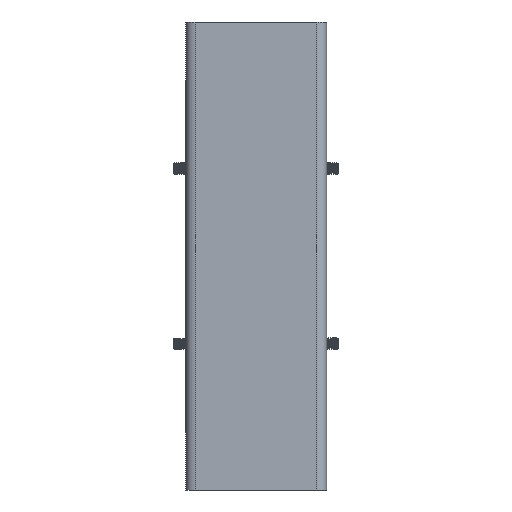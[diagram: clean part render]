
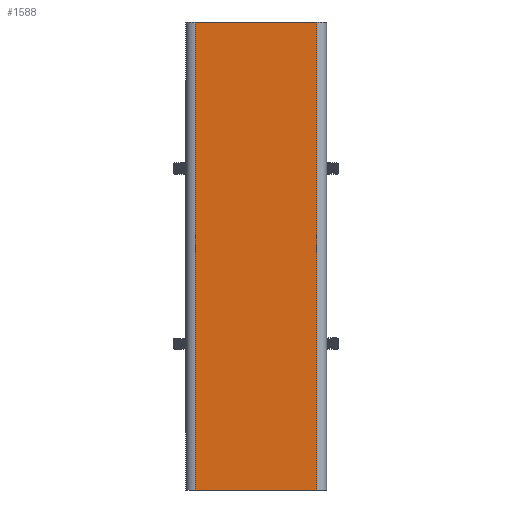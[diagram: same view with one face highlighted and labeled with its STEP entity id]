
A CAD part, left-side view. The second image highlights one B-rep face of the part: STEP entity #1588.
In plain terms, the highlighted planar face has unit normal (-1, 0, 0).
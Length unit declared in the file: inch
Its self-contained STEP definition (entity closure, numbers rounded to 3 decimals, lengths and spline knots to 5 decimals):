
#151=PLANE('',#1795);
#199=FACE_OUTER_BOUND('',#296,.T.);
#296=EDGE_LOOP('',(#1170,#1171,#1172,#1173));
#358=LINE('',#2308,#465);
#382=LINE('',#2396,#489);
#417=LINE('',#2499,#524);
#418=LINE('',#2500,#525);
#465=VECTOR('',#1893,0.3937);
#489=VECTOR('',#1971,0.3937);
#524=VECTOR('',#2086,0.3937);
#525=VECTOR('',#2087,0.3937);
#634=VERTEX_POINT('',#2305);
#635=VERTEX_POINT('',#2307);
#671=VERTEX_POINT('',#2393);
#672=VERTEX_POINT('',#2395);
#776=EDGE_CURVE('',#635,#634,#358,.T.);
#820=EDGE_CURVE('',#672,#671,#382,.T.);
#872=EDGE_CURVE('',#635,#671,#417,.T.);
#873=EDGE_CURVE('',#672,#634,#418,.T.);
#1170=ORIENTED_EDGE('',*,*,#820,.T.);
#1171=ORIENTED_EDGE('',*,*,#872,.F.);
#1172=ORIENTED_EDGE('',*,*,#776,.T.);
#1173=ORIENTED_EDGE('',*,*,#873,.F.);
#1588=ADVANCED_FACE('',(#199),#151,.T.);
#1795=AXIS2_PLACEMENT_3D('',#2498,#2084,#2085);
#1893=DIRECTION('',(0.,-1.,0.));
#1971=DIRECTION('',(0.,1.,0.));
#2084=DIRECTION('center_axis',(-1.,0.,0.));
#2085=DIRECTION('ref_axis',(0.,0.,1.));
#2086=DIRECTION('',(0.,0.,1.));
#2087=DIRECTION('',(0.,0.,-1.));
#2305=CARTESIAN_POINT('',(-0.274,-0.66561,-4.));
#2307=CARTESIAN_POINT('',(-0.274,1.40939,-4.));
#2308=CARTESIAN_POINT('',(-0.274,1.40939,-4.));
#2393=CARTESIAN_POINT('',(-0.274,1.40939,4.));
#2395=CARTESIAN_POINT('',(-0.274,-0.66561,4.));
#2396=CARTESIAN_POINT('',(-0.274,1.40939,4.));
#2498=CARTESIAN_POINT('Origin',(-0.274,-0.66561,0.));
#2499=CARTESIAN_POINT('',(-0.274,1.40939,0.));
#2500=CARTESIAN_POINT('',(-0.274,-0.66561,0.));
